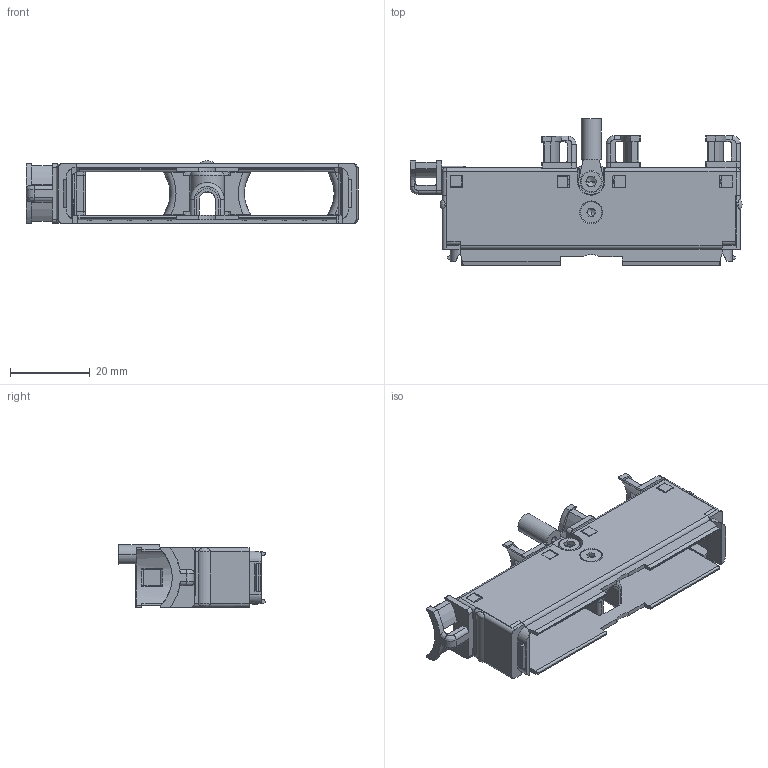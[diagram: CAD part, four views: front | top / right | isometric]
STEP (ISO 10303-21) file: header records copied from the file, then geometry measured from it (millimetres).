
FILE_DESCRIPTION((''),'2;1');
FILE_NAME('33516024028','2019-10-31T',('presta_be4'),(''),'CREO PARAMETRIC BY PTC INC, 2018360','CREO PARAMETRIC BY PTC INC, 2018360','');
FILE_SCHEMA(('CONFIG_CONTROL_DESIGN'));
Length unit declared in the file: millimetre
Products named in the file (1): 33516024028
Bounding box: 83.52 x 36.88 x 15.82 mm (x, y, z)
Volume: 11255.7 mm3; surface area: 13005.3 mm2
Topology: 1 solids, 2 shells, 823 faces, 2276 edges, 1459 vertices
Faces by surface type: plane 444, cylinder 320, bspline 20, torus 19, cone 14, sphere 6
Entity records: 30026 total; most frequent: CARTESIAN_POINT 8690, ORIENTED_EDGE 4532, DIRECTION 4433, EDGE_CURVE 2266, AXIS2_PLACEMENT_3D 1481, VECTOR 1471, LINE 1471, VERTEX_POINT 1459
